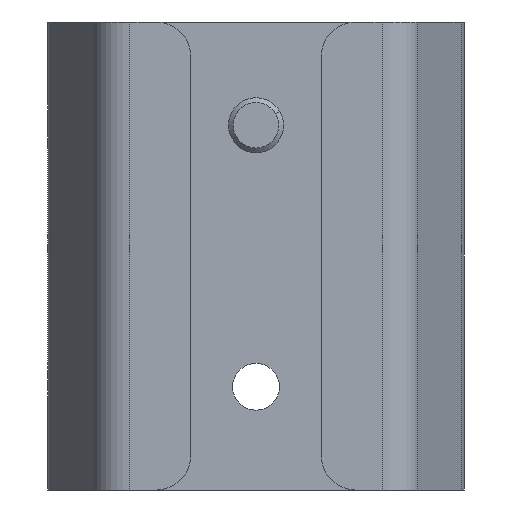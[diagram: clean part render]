
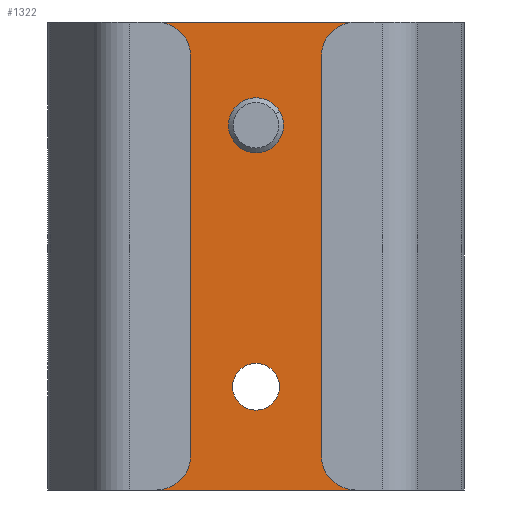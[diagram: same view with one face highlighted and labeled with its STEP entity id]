
A CAD part, front view. The second image highlights one B-rep face of the part: STEP entity #1322.
In plain terms, the highlighted planar face has unit normal (0, -1, 0).
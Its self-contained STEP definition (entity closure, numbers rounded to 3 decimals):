
#52 = DIRECTION ( 'NONE',  ( 1., 0., 0. ) ) ;
#121 = EDGE_CURVE ( 'NONE', #2579, #3520, #3108, .T. ) ;
#134 = EDGE_LOOP ( 'NONE', ( #2636, #2445, #3416, #365 ) ) ;
#152 = VECTOR ( 'NONE', #1414, 1000. ) ;
#160 = CIRCLE ( 'NONE', #2639, 3.4 ) ;
#191 = DIRECTION ( 'NONE',  ( 0., 1., 0. ) ) ;
#246 = AXIS2_PLACEMENT_3D ( 'NONE', #3252, #191, #3623 ) ;
#343 = DIRECTION ( 'NONE',  ( 1., 0., 0. ) ) ;
#365 = ORIENTED_EDGE ( 'NONE', *, *, #3242, .T. ) ;
#417 = CARTESIAN_POINT ( 'NONE',  ( -2.534, 52.681, -69.246 ) ) ;
#511 = PLANE ( 'NONE',  #1188 ) ;
#598 = EDGE_CURVE ( 'NONE', #3520, #2579, #2045, .T. ) ;
#629 = VERTEX_POINT ( 'NONE', #2680 ) ;
#645 = FACE_BOUND ( 'NONE', #1319, .T. ) ;
#652 = CARTESIAN_POINT ( 'NONE',  ( -9.334, 52.681, -69.246 ) ) ;
#779 = AXIS2_PLACEMENT_3D ( 'NONE', #1449, #3912, #1477 ) ;
#789 = LINE ( 'NONE', #1440, #1461 ) ;
#890 = EDGE_CURVE ( 'NONE', #2077, #1913, #1429, .T. ) ;
#941 = ORIENTED_EDGE ( 'NONE', *, *, #598, .T. ) ;
#1050 = FACE_BOUND ( 'NONE', #2070, .T. ) ;
#1088 = ORIENTED_EDGE ( 'NONE', *, *, #121, .T. ) ;
#1116 = CARTESIAN_POINT ( 'NONE',  ( -28.684, 52.681, -84.246 ) ) ;
#1129 = DIRECTION ( 'NONE',  ( 0., 1., 0. ) ) ;
#1188 = AXIS2_PLACEMENT_3D ( 'NONE', #1384, #1129, #3514 ) ;
#1270 = CARTESIAN_POINT ( 'NONE',  ( -5.934, 52.681, -16.246 ) ) ;
#1301 = EDGE_CURVE ( 'NONE', #2603, #2876, #1346, .T. ) ;
#1319 = EDGE_LOOP ( 'NONE', ( #3779, #3480 ) ) ;
#1322 = ADVANCED_FACE ( 'NONE', ( #645, #1050, #3301 ), #511, .F. ) ;
#1346 = LINE ( 'NONE', #3839, #152 ) ;
#1372 = CARTESIAN_POINT ( 'NONE',  ( -2.534, 52.681, -31.246 ) ) ;
#1384 = CARTESIAN_POINT ( 'NONE',  ( -5.934, 52.681, -16.246 ) ) ;
#1414 = DIRECTION ( 'NONE',  ( 0., 0., 1. ) ) ;
#1429 = CIRCLE ( 'NONE', #779, 3.4 ) ;
#1440 = CARTESIAN_POINT ( 'NONE',  ( -28.684, 52.681, -84.246 ) ) ;
#1449 = CARTESIAN_POINT ( 'NONE',  ( -5.934, 52.681, -31.246 ) ) ;
#1461 = VECTOR ( 'NONE', #3289, 1000. ) ;
#1477 = DIRECTION ( 'NONE',  ( 0., 0., 1. ) ) ;
#1480 = DIRECTION ( 'NONE',  ( 0., 1., 0. ) ) ;
#1566 = EDGE_CURVE ( 'NONE', #2099, #2603, #2776, .T. ) ;
#1913 = VERTEX_POINT ( 'NONE', #2788 ) ;
#2032 = EDGE_CURVE ( 'NONE', #1913, #2077, #160, .T. ) ;
#2045 = CIRCLE ( 'NONE', #2658, 3.4 ) ;
#2070 = EDGE_LOOP ( 'NONE', ( #1088, #941 ) ) ;
#2077 = VERTEX_POINT ( 'NONE', #1372 ) ;
#2099 = VERTEX_POINT ( 'NONE', #1116 ) ;
#2131 = CARTESIAN_POINT ( 'NONE',  ( -5.934, 52.681, -84.246 ) ) ;
#2257 = CARTESIAN_POINT ( 'NONE',  ( -5.934, 52.681, -31.246 ) ) ;
#2445 = ORIENTED_EDGE ( 'NONE', *, *, #1301, .T. ) ;
#2563 = DIRECTION ( 'NONE',  ( 0., 1., 0. ) ) ;
#2579 = VERTEX_POINT ( 'NONE', #652 ) ;
#2603 = VERTEX_POINT ( 'NONE', #3057 ) ;
#2636 = ORIENTED_EDGE ( 'NONE', *, *, #1566, .T. ) ;
#2639 = AXIS2_PLACEMENT_3D ( 'NONE', #2257, #2563, #2875 ) ;
#2644 = EDGE_CURVE ( 'NONE', #629, #2876, #3438, .T. ) ;
#2658 = AXIS2_PLACEMENT_3D ( 'NONE', #2991, #1480, #3259 ) ;
#2666 = CARTESIAN_POINT ( 'NONE',  ( 16.816, 52.681, -16.246 ) ) ;
#2680 = CARTESIAN_POINT ( 'NONE',  ( -28.684, 52.681, -16.246 ) ) ;
#2776 = LINE ( 'NONE', #2131, #2866 ) ;
#2788 = CARTESIAN_POINT ( 'NONE',  ( -9.334, 52.681, -31.246 ) ) ;
#2866 = VECTOR ( 'NONE', #343, 1000. ) ;
#2875 = DIRECTION ( 'NONE',  ( 0., 0., 1. ) ) ;
#2876 = VERTEX_POINT ( 'NONE', #2666 ) ;
#2991 = CARTESIAN_POINT ( 'NONE',  ( -5.934, 52.681, -69.246 ) ) ;
#3057 = CARTESIAN_POINT ( 'NONE',  ( 16.816, 52.681, -84.246 ) ) ;
#3074 = VECTOR ( 'NONE', #52, 1000. ) ;
#3108 = CIRCLE ( 'NONE', #246, 3.4 ) ;
#3242 = EDGE_CURVE ( 'NONE', #629, #2099, #789, .T. ) ;
#3252 = CARTESIAN_POINT ( 'NONE',  ( -5.934, 52.681, -69.246 ) ) ;
#3259 = DIRECTION ( 'NONE',  ( 0., 0., 1. ) ) ;
#3289 = DIRECTION ( 'NONE',  ( 0., 0., -1. ) ) ;
#3301 = FACE_OUTER_BOUND ( 'NONE', #134, .T. ) ;
#3416 = ORIENTED_EDGE ( 'NONE', *, *, #2644, .F. ) ;
#3438 = LINE ( 'NONE', #1270, #3074 ) ;
#3480 = ORIENTED_EDGE ( 'NONE', *, *, #890, .T. ) ;
#3514 = DIRECTION ( 'NONE',  ( 0., 0., 1. ) ) ;
#3520 = VERTEX_POINT ( 'NONE', #417 ) ;
#3623 = DIRECTION ( 'NONE',  ( 0., 0., 1. ) ) ;
#3779 = ORIENTED_EDGE ( 'NONE', *, *, #2032, .T. ) ;
#3839 = CARTESIAN_POINT ( 'NONE',  ( 16.816, 52.681, -16.246 ) ) ;
#3912 = DIRECTION ( 'NONE',  ( 0., 1., 0. ) ) ;
